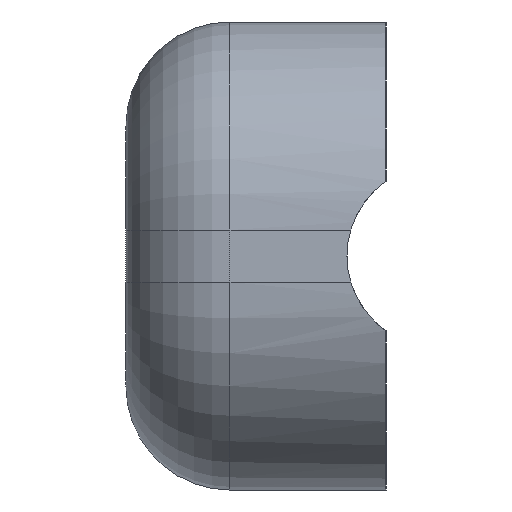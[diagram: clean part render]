
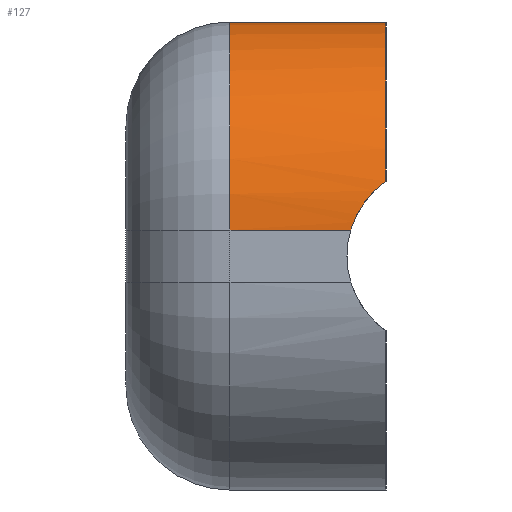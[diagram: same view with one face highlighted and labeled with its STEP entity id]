
A CAD part, left-side view. The second image highlights one B-rep face of the part: STEP entity #127.
In plain terms, the highlighted cylindrical face has radius 25.4 mm (diameter 50.8 mm), a partial arc.
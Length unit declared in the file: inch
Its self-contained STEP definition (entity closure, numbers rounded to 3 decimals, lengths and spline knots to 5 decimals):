
#3 = CARTESIAN_POINT ( 'NONE',  ( -4.97562, 0.02024, 0.34494 ) ) ;
#8 = CIRCLE ( 'NONE', #152, 1. ) ;
#10 = CARTESIAN_POINT ( 'NONE',  ( -5., 0.16926, 0.125 ) ) ;
#13 = CARTESIAN_POINT ( 'NONE',  ( -5., 0.16214, 0.14888 ) ) ;
#16 = CARTESIAN_POINT ( 'NONE',  ( -4.99915, 0.15312, 0.17177 ) ) ;
#18 = CARTESIAN_POINT ( 'NONE',  ( -4.99613, 0.13144, 0.21566 ) ) ;
#22 = CARTESIAN_POINT ( 'NONE',  ( -4.99395, 0.1188, 0.23666 ) ) ;
#24 = CARTESIAN_POINT ( 'NONE',  ( -4.98863, 0.08975, 0.27675 ) ) ;
#25 = CARTESIAN_POINT ( 'NONE',  ( -4.98555, 0.07376, 0.29526 ) ) ;
#27 = ORIENTED_EDGE ( 'NONE', *, *, #321, .F. ) ;
#28 = DIRECTION ( 'NONE',  ( 0., -1., 0. ) ) ;
#29 = CARTESIAN_POINT ( 'NONE',  ( -4.97905, 0.03901, 0.32935 ) ) ;
#38 = CARTESIAN_POINT ( 'NONE',  ( -4., 0., 0.125 ) ) ;
#39 = CARTESIAN_POINT ( 'NONE',  ( -4.97223, 0., 0.35904 ) ) ;
#41 = VERTEX_POINT ( 'NONE', #518 ) ;
#85 = ORIENTED_EDGE ( 'NONE', *, *, #203, .F. ) ;
#92 = VECTOR ( 'NONE', #139, 39.37008 ) ;
#99 = VERTEX_POINT ( 'NONE', #466 ) ;
#126 = EDGE_CURVE ( 'NONE', #216, #41, #354, .T. ) ;
#127 = ADVANCED_FACE ( 'NONE', ( #210 ), #465, .T. ) ;
#139 = DIRECTION ( 'NONE',  ( 0., 1., 0. ) ) ;
#145 = CARTESIAN_POINT ( 'NONE',  ( -5., 1.25, 0.125 ) ) ;
#152 = AXIS2_PLACEMENT_3D ( 'NONE', #552, #204, #333 ) ;
#155 = CARTESIAN_POINT ( 'NONE',  ( -4., 0.75, 1.125 ) ) ;
#203 = EDGE_CURVE ( 'NONE', #334, #99, #538, .T. ) ;
#204 = DIRECTION ( 'NONE',  ( 0., 1., 0. ) ) ;
#210 = FACE_OUTER_BOUND ( 'NONE', #641, .T. ) ;
#216 = VERTEX_POINT ( 'NONE', #155 ) ;
#321 = EDGE_CURVE ( 'NONE', #432, #334, #636, .T. ) ;
#333 = DIRECTION ( 'NONE',  ( 0., 0., 1. ) ) ;
#334 = VERTEX_POINT ( 'NONE', #494 ) ;
#339 = VECTOR ( 'NONE', #386, 39.37008 ) ;
#354 = LINE ( 'NONE', #423, #339 ) ;
#381 = DIRECTION ( 'NONE',  ( 0., 0., -1. ) ) ;
#383 = AXIS2_PLACEMENT_3D ( 'NONE', #38, #28, #397 ) ;
#386 = DIRECTION ( 'NONE',  ( 0., -1., 0. ) ) ;
#387 = ORIENTED_EDGE ( 'NONE', *, *, #126, .F. ) ;
#392 = DIRECTION ( 'NONE',  ( 0., -1., 0. ) ) ;
#397 = DIRECTION ( 'NONE',  ( 0., 0., 1. ) ) ;
#408 = CIRCLE ( 'NONE', #383, 1. ) ;
#409 = CARTESIAN_POINT ( 'NONE',  ( -4., 1.25, 0.125 ) ) ;
#419 = ORIENTED_EDGE ( 'NONE', *, *, #610, .F. ) ;
#423 = CARTESIAN_POINT ( 'NONE',  ( -4., 1.25, 1.125 ) ) ;
#432 = VERTEX_POINT ( 'NONE', #543 ) ;
#439 = EDGE_CURVE ( 'NONE', #99, #216, #8, .T. ) ;
#465 = CYLINDRICAL_SURFACE ( 'NONE', #554, 1. ) ;
#466 = CARTESIAN_POINT ( 'NONE',  ( -5., 0.75, 0.125 ) ) ;
#494 = CARTESIAN_POINT ( 'NONE',  ( -5., 0.16926, 0.125 ) ) ;
#518 = CARTESIAN_POINT ( 'NONE',  ( -4., 0., 1.125 ) ) ;
#534 = ORIENTED_EDGE ( 'NONE', *, *, #439, .F. ) ;
#538 = LINE ( 'NONE', #145, #92 ) ;
#543 = CARTESIAN_POINT ( 'NONE',  ( -4.97223, 0., 0.35904 ) ) ;
#552 = CARTESIAN_POINT ( 'NONE',  ( -4., 0.75, 0.125 ) ) ;
#554 = AXIS2_PLACEMENT_3D ( 'NONE', #409, #392, #381 ) ;
#610 = EDGE_CURVE ( 'NONE', #41, #432, #408, .T. ) ;
#636 = B_SPLINE_CURVE_WITH_KNOTS ( 'NONE', 3,
 ( #39, #3, #29, #25, #24, #22, #18, #16, #13, #10 ),
 .UNSPECIFIED., .F., .F.,
 ( 4, 2, 2, 2, 4 ),
 ( 0., 0.00187, 0.00374, 0.00561, 0.00748 ),
 .UNSPECIFIED. ) ;
#641 = EDGE_LOOP ( 'NONE', ( #27, #419, #387, #534, #85 ) ) ;
